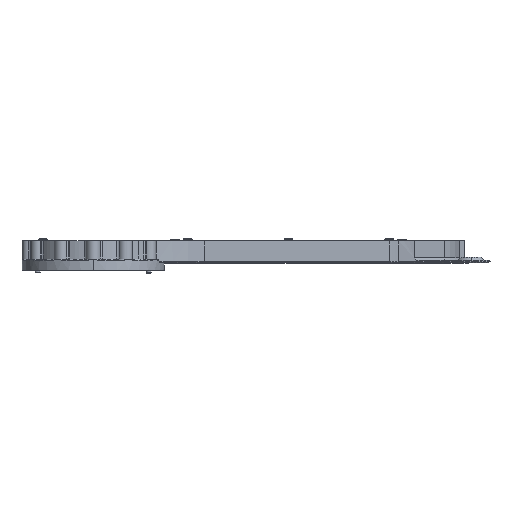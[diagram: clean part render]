
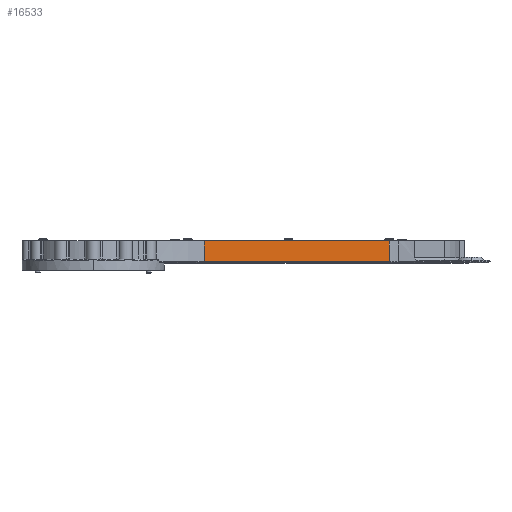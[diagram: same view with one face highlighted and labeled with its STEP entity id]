
A CAD part, top view. The second image highlights one B-rep face of the part: STEP entity #16533.
In plain terms, the highlighted planar face has unit normal (0.071, 0, 0.998).
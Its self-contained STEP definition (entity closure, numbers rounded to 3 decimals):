
#404 = AXIS2_PLACEMENT_3D ( 'NONE', #11863, #4687, #17691 ) ;
#588 = LINE ( 'NONE', #5015, #18490 ) ;
#946 = VERTEX_POINT ( 'NONE', #5486 ) ;
#1980 = LINE ( 'NONE', #6138, #2559 ) ;
#2559 = VECTOR ( 'NONE', #13305, 1000. ) ;
#2791 = EDGE_LOOP ( 'NONE', ( #7031, #7183, #13126, #5561 ) ) ;
#3395 = LINE ( 'NONE', #8519, #8531 ) ;
#4024 = DIRECTION ( 'NONE',  ( 0., -1., 0. ) ) ;
#4062 = VERTEX_POINT ( 'NONE', #5033 ) ;
#4687 = DIRECTION ( 'NONE',  ( -0.071, 0., -0.997 ) ) ;
#5015 = CARTESIAN_POINT ( 'NONE',  ( 1.155, 7., 16.284 ) ) ;
#5033 = CARTESIAN_POINT ( 'NONE',  ( 88.237, 7., 10.108 ) ) ;
#5486 = CARTESIAN_POINT ( 'NONE',  ( 235.159, 7., -0.311 ) ) ;
#5561 = ORIENTED_EDGE ( 'NONE', *, *, #16116, .F. ) ;
#6138 = CARTESIAN_POINT ( 'NONE',  ( 235.159, 41., -0.311 ) ) ;
#6258 = DIRECTION ( 'NONE',  ( 0.997, 0., -0.071 ) ) ;
#7031 = ORIENTED_EDGE ( 'NONE', *, *, #14450, .T. ) ;
#7183 = ORIENTED_EDGE ( 'NONE', *, *, #17497, .T. ) ;
#7747 = VERTEX_POINT ( 'NONE', #16048 ) ;
#8299 = VERTEX_POINT ( 'NONE', #9517 ) ;
#8519 = CARTESIAN_POINT ( 'NONE',  ( 1.155, 23.5, 16.284 ) ) ;
#8531 = VECTOR ( 'NONE', #8727, 1000. ) ;
#8727 = DIRECTION ( 'NONE',  ( 0.997, 0., -0.071 ) ) ;
#9517 = CARTESIAN_POINT ( 'NONE',  ( 235.159, 23.5, -0.311 ) ) ;
#10421 = VECTOR ( 'NONE', #4024, 1000. ) ;
#11199 = LINE ( 'NONE', #16922, #10421 ) ;
#11863 = CARTESIAN_POINT ( 'NONE',  ( 1.155, 41., 16.284 ) ) ;
#13126 = ORIENTED_EDGE ( 'NONE', *, *, #17825, .T. ) ;
#13282 = PLANE ( 'NONE',  #404 ) ;
#13305 = DIRECTION ( 'NONE',  ( 0., 1., 0. ) ) ;
#14450 = EDGE_CURVE ( 'NONE', #7747, #4062, #11199, .T. ) ;
#16048 = CARTESIAN_POINT ( 'NONE',  ( 88.237, 23.5, 10.108 ) ) ;
#16116 = EDGE_CURVE ( 'NONE', #7747, #8299, #3395, .T. ) ;
#16278 = FACE_OUTER_BOUND ( 'NONE', #2791, .T. ) ;
#16533 = ADVANCED_FACE ( 'NONE', ( #16278 ), #13282, .F. ) ;
#16922 = CARTESIAN_POINT ( 'NONE',  ( 88.237, 6., 10.108 ) ) ;
#17497 = EDGE_CURVE ( 'NONE', #4062, #946, #588, .T. ) ;
#17691 = DIRECTION ( 'NONE',  ( -0.997, 0., 0.071 ) ) ;
#17825 = EDGE_CURVE ( 'NONE', #946, #8299, #1980, .T. ) ;
#18490 = VECTOR ( 'NONE', #6258, 1000. ) ;
